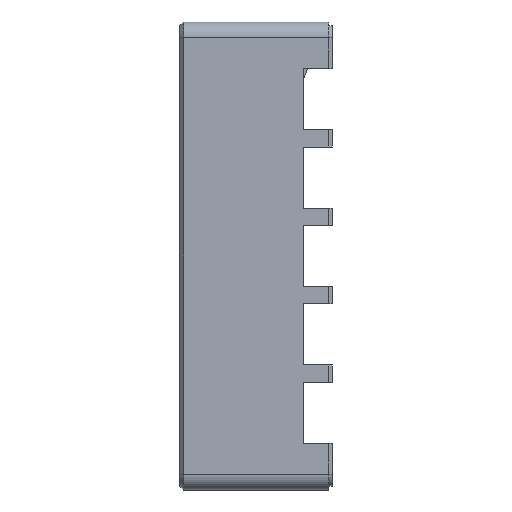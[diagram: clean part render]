
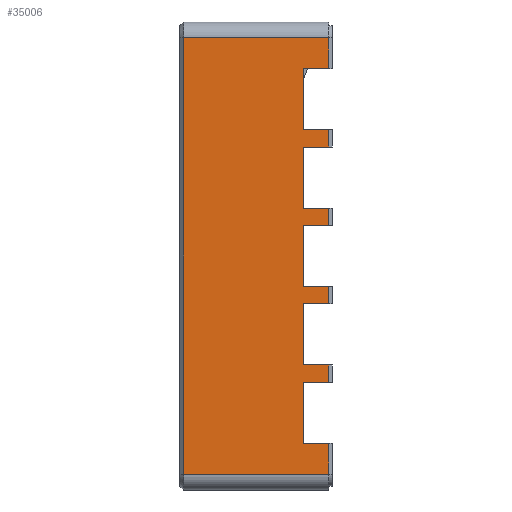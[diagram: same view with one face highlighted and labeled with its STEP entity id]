
A CAD part, left-side view. The second image highlights one B-rep face of the part: STEP entity #35006.
In plain terms, the highlighted planar face has unit normal (-1, 0, 0).
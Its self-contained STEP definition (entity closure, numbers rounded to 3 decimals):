
#11486=DIRECTION('',(0.,0.,1.));
#11487=VECTOR('',#11486,111.6);
#11488=CARTESIAN_POINT('',(-68.2,38.,
-55.8));
#11489=LINE('',#11488,#11487);
#11490=DIRECTION('',(0.,1.,0.));
#11491=VECTOR('',#11490,37.1);
#11492=CARTESIAN_POINT('',(-68.2,0.9,55.8));
#11493=LINE('',#11492,#11491);
#11494=DIRECTION('',(0.,0.,1.));
#11495=VECTOR('',#11494,7.9);
#11496=CARTESIAN_POINT('',(-68.2,0.9,47.9));
#11497=LINE('',#11496,#11495);
#11498=DIRECTION('',(0.,1.,0.));
#11499=VECTOR('',#11498,6.5);
#11500=CARTESIAN_POINT('',(-68.2,0.9,47.9));
#11501=LINE('',#11500,#11499);
#11502=DIRECTION('',(0.,0.,-1.));
#11503=VECTOR('',#11502,15.6);
#11504=CARTESIAN_POINT('',(-68.2,7.4,47.9));
#11505=LINE('',#11504,#11503);
#11506=DIRECTION('',(0.,1.,0.));
#11507=VECTOR('',#11506,6.5);
#11508=CARTESIAN_POINT('',(-68.2,0.9,32.3));
#11509=LINE('',#11508,#11507);
#11510=DIRECTION('',(0.,0.,1.));
#11511=VECTOR('',#11510,4.45);
#11512=CARTESIAN_POINT('',(-68.2,0.9,27.85));
#11513=LINE('',#11512,#11511);
#11514=DIRECTION('',(0.,1.,0.));
#11515=VECTOR('',#11514,6.5);
#11516=CARTESIAN_POINT('',(-68.2,0.9,27.85));
#11517=LINE('',#11516,#11515);
#11518=DIRECTION('',(0.,0.,-1.));
#11519=VECTOR('',#11518,15.6);
#11520=CARTESIAN_POINT('',(-68.2,7.4,27.85));
#11521=LINE('',#11520,#11519);
#11522=DIRECTION('',(0.,1.,0.));
#11523=VECTOR('',#11522,6.5);
#11524=CARTESIAN_POINT('',(-68.2,0.9,12.25));
#11525=LINE('',#11524,#11523);
#11526=DIRECTION('',(0.,0.,1.));
#11527=VECTOR('',#11526,4.45);
#11528=CARTESIAN_POINT('',(-68.2,0.9,7.8));
#11529=LINE('',#11528,#11527);
#11530=DIRECTION('',(0.,1.,0.));
#11531=VECTOR('',#11530,6.5);
#11532=CARTESIAN_POINT('',(-68.2,0.9,7.8));
#11533=LINE('',#11532,#11531);
#11534=DIRECTION('',(0.,0.,-1.));
#11535=VECTOR('',#11534,15.6);
#11536=CARTESIAN_POINT('',(-68.2,7.4,7.8));
#11537=LINE('',#11536,#11535);
#11538=DIRECTION('',(0.,1.,0.));
#11539=VECTOR('',#11538,6.5);
#11540=CARTESIAN_POINT('',(-68.2,0.9,-7.8));
#11541=LINE('',#11540,#11539);
#11542=DIRECTION('',(0.,0.,1.));
#11543=VECTOR('',#11542,4.45);
#11544=CARTESIAN_POINT('',(-68.2,0.9,-12.25));
#11545=LINE('',#11544,#11543);
#11546=DIRECTION('',(0.,1.,0.));
#11547=VECTOR('',#11546,6.5);
#11548=CARTESIAN_POINT('',(-68.2,0.9,-12.25));
#11549=LINE('',#11548,#11547);
#11550=DIRECTION('',(0.,0.,-1.));
#11551=VECTOR('',#11550,15.6);
#11552=CARTESIAN_POINT('',(-68.2,7.4,-12.25));
#11553=LINE('',#11552,#11551);
#11554=DIRECTION('',(0.,1.,0.));
#11555=VECTOR('',#11554,6.5);
#11556=CARTESIAN_POINT('',(-68.2,0.9,-27.85));
#11557=LINE('',#11556,#11555);
#11558=DIRECTION('',(0.,0.,1.));
#11559=VECTOR('',#11558,4.45);
#11560=CARTESIAN_POINT('',(-68.2,0.9,-32.3));
#11561=LINE('',#11560,#11559);
#11562=DIRECTION('',(0.,1.,0.));
#11563=VECTOR('',#11562,6.5);
#11564=CARTESIAN_POINT('',(-68.2,0.9,-32.3));
#11565=LINE('',#11564,#11563);
#11566=DIRECTION('',(0.,0.,-1.));
#11567=VECTOR('',#11566,15.6);
#11568=CARTESIAN_POINT('',(-68.2,7.4,-32.3));
#11569=LINE('',#11568,#11567);
#11570=DIRECTION('',(0.,1.,0.));
#11571=VECTOR('',#11570,6.5);
#11572=CARTESIAN_POINT('',(-68.2,0.9,-47.9));
#11573=LINE('',#11572,#11571);
#11574=DIRECTION('',(0.,0.,1.));
#11575=VECTOR('',#11574,7.9);
#11576=CARTESIAN_POINT('',(-68.2,0.9,-55.8));
#11577=LINE('',#11576,#11575);
#11578=DIRECTION('',(0.,-1.,0.));
#11579=VECTOR('',#11578,37.1);
#11580=CARTESIAN_POINT('',(-68.2,38.,
-55.8));
#11581=LINE('',#11580,#11579);
#17614=CARTESIAN_POINT('',(-68.2,7.4,47.9));
#17615=CARTESIAN_POINT('',(-68.2,7.4,32.3));
#17616=VERTEX_POINT('',#17614);
#17617=VERTEX_POINT('',#17615);
#17618=CARTESIAN_POINT('',(-68.2,7.4,27.85));
#17619=CARTESIAN_POINT('',(-68.2,7.4,12.25));
#17620=VERTEX_POINT('',#17618);
#17621=VERTEX_POINT('',#17619);
#17622=CARTESIAN_POINT('',(-68.2,7.4,7.8));
#17623=CARTESIAN_POINT('',(-68.2,7.4,-7.8));
#17624=VERTEX_POINT('',#17622);
#17625=VERTEX_POINT('',#17623);
#17626=CARTESIAN_POINT('',(-68.2,7.4,-12.25));
#17627=CARTESIAN_POINT('',(-68.2,7.4,-27.85));
#17628=VERTEX_POINT('',#17626);
#17629=VERTEX_POINT('',#17627);
#17630=CARTESIAN_POINT('',(-68.2,7.4,-32.3));
#17631=CARTESIAN_POINT('',(-68.2,7.4,-47.9));
#17632=VERTEX_POINT('',#17630);
#17633=VERTEX_POINT('',#17631);
#17838=CARTESIAN_POINT('',(-68.2,0.9,47.9));
#17839=VERTEX_POINT('',#17838);
#17840=CARTESIAN_POINT('',(-68.2,0.9,32.3));
#17841=VERTEX_POINT('',#17840);
#17842=CARTESIAN_POINT('',(-68.2,0.9,27.85));
#17843=VERTEX_POINT('',#17842);
#17844=CARTESIAN_POINT('',(-68.2,0.9,12.25));
#17845=VERTEX_POINT('',#17844);
#17846=CARTESIAN_POINT('',(-68.2,0.9,7.8));
#17847=VERTEX_POINT('',#17846);
#17848=CARTESIAN_POINT('',(-68.2,0.9,-7.8));
#17849=VERTEX_POINT('',#17848);
#17850=CARTESIAN_POINT('',(-68.2,0.9,-12.25));
#17851=VERTEX_POINT('',#17850);
#17852=CARTESIAN_POINT('',(-68.2,0.9,-27.85));
#17853=VERTEX_POINT('',#17852);
#17854=CARTESIAN_POINT('',(-68.2,0.9,-32.3));
#17855=VERTEX_POINT('',#17854);
#17856=CARTESIAN_POINT('',(-68.2,0.9,-47.9));
#17857=VERTEX_POINT('',#17856);
#17878=CARTESIAN_POINT('',(-68.2,0.9,-55.8));
#17879=VERTEX_POINT('',#17878);
#17880=CARTESIAN_POINT('',(-68.2,0.9,55.8));
#17881=VERTEX_POINT('',#17880);
#19439=CARTESIAN_POINT('',(-68.2,38.,-55.8));
#19440=VERTEX_POINT('',#19439);
#19443=CARTESIAN_POINT('',(-68.2,38.,
55.8));
#19444=VERTEX_POINT('',#19443);
#34958=CARTESIAN_POINT('',(-68.2,0.,-59.8));
#34959=DIRECTION('',(-1.,0.,0.));
#34960=DIRECTION('',(0.,0.,1.));
#34961=AXIS2_PLACEMENT_3D('',#34958,#34959,#34960);
#34962=PLANE('',#34961);
#34964=ORIENTED_EDGE('',*,*,#34963,.T.);
#34966=ORIENTED_EDGE('',*,*,#34965,.F.);
#34967=ORIENTED_EDGE('',*,*,#34869,.F.);
#34969=ORIENTED_EDGE('',*,*,#34968,.T.);
#34971=ORIENTED_EDGE('',*,*,#34970,.T.);
#34973=ORIENTED_EDGE('',*,*,#34972,.F.);
#34974=ORIENTED_EDGE('',*,*,#34853,.F.);
#34976=ORIENTED_EDGE('',*,*,#34975,.T.);
#34978=ORIENTED_EDGE('',*,*,#34977,.T.);
#34980=ORIENTED_EDGE('',*,*,#34979,.F.);
#34981=ORIENTED_EDGE('',*,*,#34837,.F.);
#34983=ORIENTED_EDGE('',*,*,#34982,.T.);
#34985=ORIENTED_EDGE('',*,*,#34984,.T.);
#34987=ORIENTED_EDGE('',*,*,#34986,.F.);
#34988=ORIENTED_EDGE('',*,*,#34821,.F.);
#34990=ORIENTED_EDGE('',*,*,#34989,.T.);
#34992=ORIENTED_EDGE('',*,*,#34991,.T.);
#34994=ORIENTED_EDGE('',*,*,#34993,.F.);
#34995=ORIENTED_EDGE('',*,*,#34807,.F.);
#34996=ORIENTED_EDGE('',*,*,#21478,.T.);
#34998=ORIENTED_EDGE('',*,*,#34997,.T.);
#35000=ORIENTED_EDGE('',*,*,#34999,.F.);
#35001=ORIENTED_EDGE('',*,*,#34777,.F.);
#35003=ORIENTED_EDGE('',*,*,#35002,.F.);
#35004=EDGE_LOOP('',(#34964,#34966,#34967,#34969,#34971,#34973,#34974,#34976,
#34978,#34980,#34981,#34983,#34985,#34987,#34988,#34990,#34992,#34994,#34995,
#34996,#34998,#35000,#35001,#35003));
#35005=FACE_OUTER_BOUND('',#35004,.F.);
#35006=ADVANCED_FACE('',(#35005),#34962,.T.);
#21478=EDGE_CURVE('',#17855,#17632,#11565,.T.);
#34777=EDGE_CURVE('',#17879,#17857,#11577,.T.);
#34807=EDGE_CURVE('',#17855,#17853,#11561,.T.);
#34821=EDGE_CURVE('',#17851,#17849,#11545,.T.);
#34837=EDGE_CURVE('',#17847,#17845,#11529,.T.);
#34853=EDGE_CURVE('',#17843,#17841,#11513,.T.);
#34869=EDGE_CURVE('',#17839,#17881,#11497,.T.);
#34963=EDGE_CURVE('',#19440,#19444,#11489,.T.);
#34965=EDGE_CURVE('',#17881,#19444,#11493,.T.);
#34968=EDGE_CURVE('',#17839,#17616,#11501,.T.);
#34970=EDGE_CURVE('',#17616,#17617,#11505,.T.);
#34972=EDGE_CURVE('',#17841,#17617,#11509,.T.);
#34975=EDGE_CURVE('',#17843,#17620,#11517,.T.);
#34977=EDGE_CURVE('',#17620,#17621,#11521,.T.);
#34979=EDGE_CURVE('',#17845,#17621,#11525,.T.);
#34982=EDGE_CURVE('',#17847,#17624,#11533,.T.);
#34984=EDGE_CURVE('',#17624,#17625,#11537,.T.);
#34986=EDGE_CURVE('',#17849,#17625,#11541,.T.);
#34989=EDGE_CURVE('',#17851,#17628,#11549,.T.);
#34991=EDGE_CURVE('',#17628,#17629,#11553,.T.);
#34993=EDGE_CURVE('',#17853,#17629,#11557,.T.);
#34997=EDGE_CURVE('',#17632,#17633,#11569,.T.);
#34999=EDGE_CURVE('',#17857,#17633,#11573,.T.);
#35002=EDGE_CURVE('',#19440,#17879,#11581,.T.);
